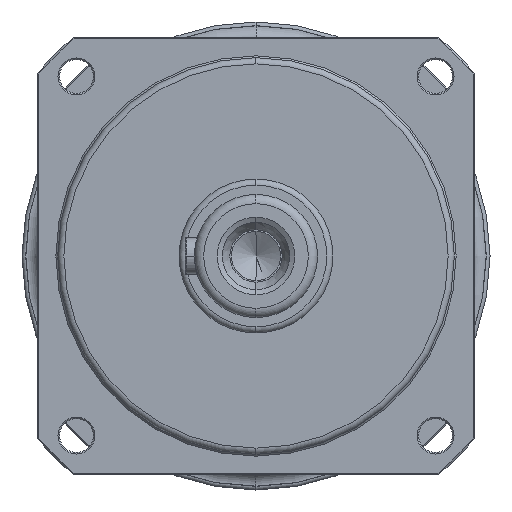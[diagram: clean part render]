
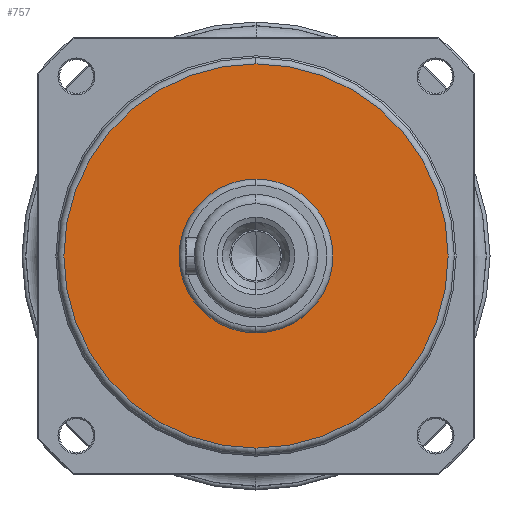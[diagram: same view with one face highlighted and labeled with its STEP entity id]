
A CAD part, left-side view. The second image highlights one B-rep face of the part: STEP entity #757.
In plain terms, the highlighted planar face has unit normal (-1, 0, 0).
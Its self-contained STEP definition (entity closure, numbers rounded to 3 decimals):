
#430 = CARTESIAN_POINT ( 'NONE',  ( -178.539, 6.483, 234.9 ) ) ;
#440 = FACE_BOUND ( 'NONE', #4608, .T. ) ;
#609 = VERTEX_POINT ( 'NONE', #3500 ) ;
#661 = DIRECTION ( 'NONE',  ( -1., 0., 0. ) ) ;
#757 = ADVANCED_FACE ( 'NONE', ( #440, #5642 ), #5630, .F. ) ;
#815 = DIRECTION ( 'NONE',  ( -1., 0., 0. ) ) ;
#831 = CARTESIAN_POINT ( 'NONE',  ( -178.539, 6.483, 359.7 ) ) ;
#1065 = CIRCLE ( 'NONE', #3611, 25. ) ;
#1221 = EDGE_CURVE ( 'NONE', #6190, #1880, #3120, .T. ) ;
#1365 = AXIS2_PLACEMENT_3D ( 'NONE', #6075, #3061, #3564 ) ;
#1804 = CARTESIAN_POINT ( 'NONE',  ( -178.539, 6.483, 297.3 ) ) ;
#1880 = VERTEX_POINT ( 'NONE', #430 ) ;
#2311 = EDGE_CURVE ( 'NONE', #3318, #609, #1065, .T. ) ;
#2371 = DIRECTION ( 'NONE',  ( -1., 0., 0. ) ) ;
#2626 = ORIENTED_EDGE ( 'NONE', *, *, #3538, .T. ) ;
#2862 = AXIS2_PLACEMENT_3D ( 'NONE', #1804, #815, #5913 ) ;
#3054 = DIRECTION ( 'NONE',  ( 0., 0., 1. ) ) ;
#3061 = DIRECTION ( 'NONE',  ( 1., 0., 0. ) ) ;
#3120 = CIRCLE ( 'NONE', #4261, 62.4 ) ;
#3318 = VERTEX_POINT ( 'NONE', #6046 ) ;
#3500 = CARTESIAN_POINT ( 'NONE',  ( -178.539, 6.483, 322.3 ) ) ;
#3538 = EDGE_CURVE ( 'NONE', #1880, #6190, #4913, .T. ) ;
#3564 = DIRECTION ( 'NONE',  ( 0., 0., -1. ) ) ;
#3611 = AXIS2_PLACEMENT_3D ( 'NONE', #5559, #5030, #5490 ) ;
#3639 = CIRCLE ( 'NONE', #4994, 25. ) ;
#3662 = CARTESIAN_POINT ( 'NONE',  ( -178.539, 6.483, 297.3 ) ) ;
#4261 = AXIS2_PLACEMENT_3D ( 'NONE', #3662, #661, #4740 ) ;
#4385 = EDGE_CURVE ( 'NONE', #609, #3318, #3639, .T. ) ;
#4386 = ORIENTED_EDGE ( 'NONE', *, *, #4385, .F. ) ;
#4608 = EDGE_LOOP ( 'NONE', ( #4386, #6453 ) ) ;
#4740 = DIRECTION ( 'NONE',  ( 0., 0., 1. ) ) ;
#4847 = EDGE_LOOP ( 'NONE', ( #5599, #2626 ) ) ;
#4913 = CIRCLE ( 'NONE', #2862, 62.4 ) ;
#4994 = AXIS2_PLACEMENT_3D ( 'NONE', #6318, #2371, #3054 ) ;
#5030 = DIRECTION ( 'NONE',  ( -1., 0., 0. ) ) ;
#5490 = DIRECTION ( 'NONE',  ( 0., 0., 1. ) ) ;
#5559 = CARTESIAN_POINT ( 'NONE',  ( -178.539, 6.483, 297.3 ) ) ;
#5599 = ORIENTED_EDGE ( 'NONE', *, *, #1221, .T. ) ;
#5630 = PLANE ( 'NONE',  #1365 ) ;
#5642 = FACE_OUTER_BOUND ( 'NONE', #4847, .T. ) ;
#5913 = DIRECTION ( 'NONE',  ( 0., 0., 1. ) ) ;
#6046 = CARTESIAN_POINT ( 'NONE',  ( -178.539, 6.483, 272.3 ) ) ;
#6075 = CARTESIAN_POINT ( 'NONE',  ( -178.539, 31.483, 297.3 ) ) ;
#6190 = VERTEX_POINT ( 'NONE', #831 ) ;
#6318 = CARTESIAN_POINT ( 'NONE',  ( -178.539, 6.483, 297.3 ) ) ;
#6453 = ORIENTED_EDGE ( 'NONE', *, *, #2311, .F. ) ;
